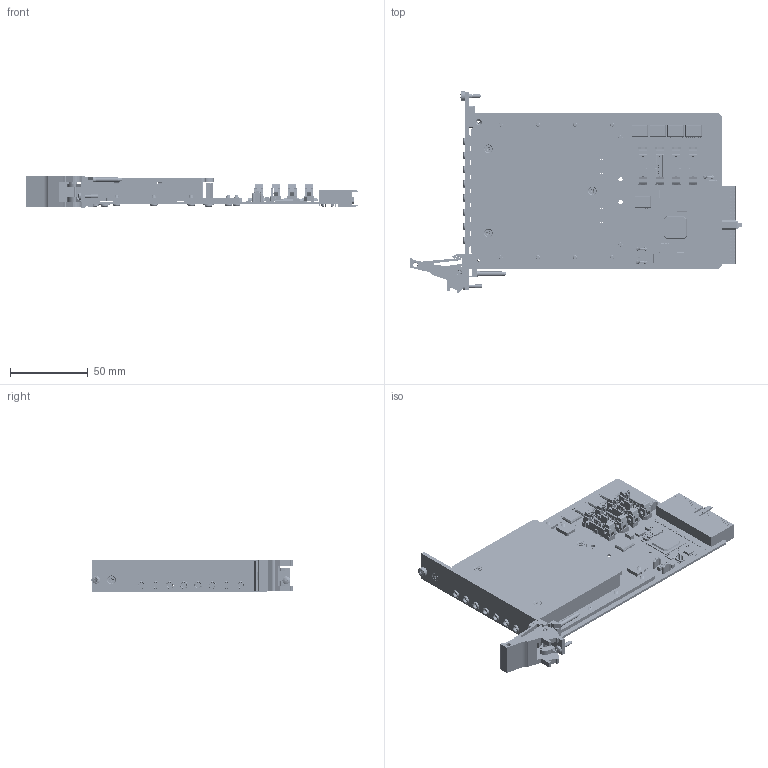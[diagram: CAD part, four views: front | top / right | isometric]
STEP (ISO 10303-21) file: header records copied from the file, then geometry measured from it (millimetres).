
FILE_DESCRIPTION (( 'STEP AP214' ), '1' );
FILE_NAME ('40-877-101 PXI 1 SLT Single 2x2 Matrix LT 50 Ohm MCX.STEP', '2013-09-13T14:23:54', ( 'admin' ), ( '' ), 'SwSTEP 2.0', 'SolidWorks 2012', '' );
FILE_SCHEMA (( 'AUTOMOTIVE_DESIGN' ));
Length unit declared in the file: millimetre
Products named in the file (1): 40-877-101 PXI 1 SLT Single 2x2 Matrix LT 50 Ohm MCX
Bounding box: 214.01 x 129.67 x 20 mm (x, y, z)
Surface area: 82755.9 mm2 (no closed solid volume)
Topology: 0 solids, 665 shells, 4027 faces, 17972 edges, 13918 vertices
Faces by surface type: plane 3095, cylinder 709, cone 131, torus 59, bspline 25, sphere 8
Full cylindrical faces by diameter (mm): 0.2 x1, 0.35 x1, 0.5 x8, 0.6 x110, 0.762 x57, 0.8 x4, 1.496 x2, 1.524 x8, 2 x6, 2.05 x1, 2.45 x7, 2.5 x4, 2.6 x1, 2.7 x4, 2.8 x1, 3 x3, 3.4 x8, 4.7 x4, 4.8 x8, 4.85 x13, 5 x9, 5.3 x1, 5.4 x6, 6 x1, 6.1 x1, 6.8 x3
Entity records: 230623 total; most frequent: CARTESIAN_POINT 46531, DIRECTION 27729, ORIENTED_EDGE 23653, EDGE_CURVE 17399, VERTEX_POINT 13774, LINE 13471, VECTOR 13471, AXIS2_PLACEMENT_3D 7129
